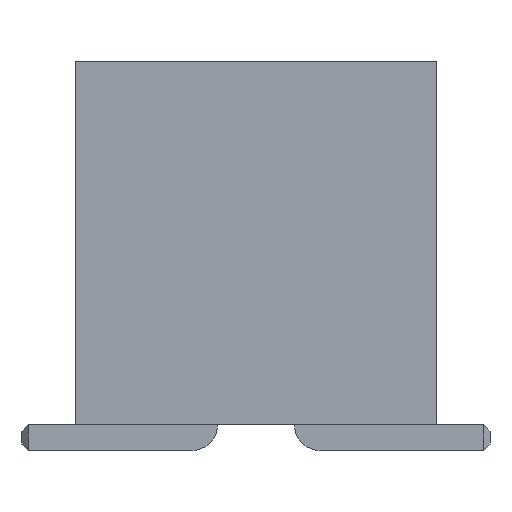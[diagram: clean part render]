
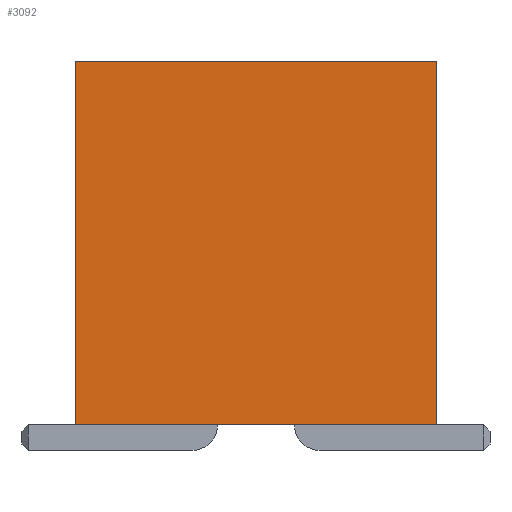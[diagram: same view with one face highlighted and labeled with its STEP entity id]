
A CAD part, front view. The second image highlights one B-rep face of the part: STEP entity #3092.
In plain terms, the highlighted planar face has unit normal (0, -1, 0).
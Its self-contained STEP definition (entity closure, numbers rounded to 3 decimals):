
#64 = VERTEX_POINT('',#65);
#65 = CARTESIAN_POINT('',(-4.475,-31.75,9.64));
#71 = EDGE_CURVE('',#72,#64,#74,.T.);
#72 = VERTEX_POINT('',#73);
#73 = CARTESIAN_POINT('',(-4.475,-31.75,0.64));
#74 = LINE('',#75,#76);
#75 = CARTESIAN_POINT('',(-4.475,-31.75,0.64));
#76 = VECTOR('',#77,1.);
#77 = DIRECTION('',(0.,0.,1.));
#1336 = EDGE_CURVE('',#72,#1337,#1339,.T.);
#1337 = VERTEX_POINT('',#1338);
#1338 = CARTESIAN_POINT('',(4.475,-31.75,0.64));
#1339 = LINE('',#1340,#1341);
#1340 = CARTESIAN_POINT('',(-4.475,-31.75,0.64));
#1341 = VECTOR('',#1342,1.);
#1342 = DIRECTION('',(1.,0.,0.));
#3092 = ADVANCED_FACE('',(#3093),#3111,.F.);
#3093 = FACE_BOUND('',#3094,.F.);
#3094 = EDGE_LOOP('',(#3095,#3096,#3104,#3110));
#3095 = ORIENTED_EDGE('',*,*,#71,.T.);
#3096 = ORIENTED_EDGE('',*,*,#3097,.T.);
#3097 = EDGE_CURVE('',#64,#3098,#3100,.T.);
#3098 = VERTEX_POINT('',#3099);
#3099 = CARTESIAN_POINT('',(4.475,-31.75,9.64));
#3100 = LINE('',#3101,#3102);
#3101 = CARTESIAN_POINT('',(-4.475,-31.75,9.64));
#3102 = VECTOR('',#3103,1.);
#3103 = DIRECTION('',(1.,0.,0.));
#3104 = ORIENTED_EDGE('',*,*,#3105,.F.);
#3105 = EDGE_CURVE('',#1337,#3098,#3106,.T.);
#3106 = LINE('',#3107,#3108);
#3107 = CARTESIAN_POINT('',(4.475,-31.75,0.64));
#3108 = VECTOR('',#3109,1.);
#3109 = DIRECTION('',(0.,0.,1.));
#3110 = ORIENTED_EDGE('',*,*,#1336,.F.);
#3111 = PLANE('',#3112);
#3112 = AXIS2_PLACEMENT_3D('',#3113,#3114,#3115);
#3113 = CARTESIAN_POINT('',(-4.475,-31.75,0.64));
#3114 = DIRECTION('',(0.,1.,0.));
#3115 = DIRECTION('',(1.,0.,0.));
